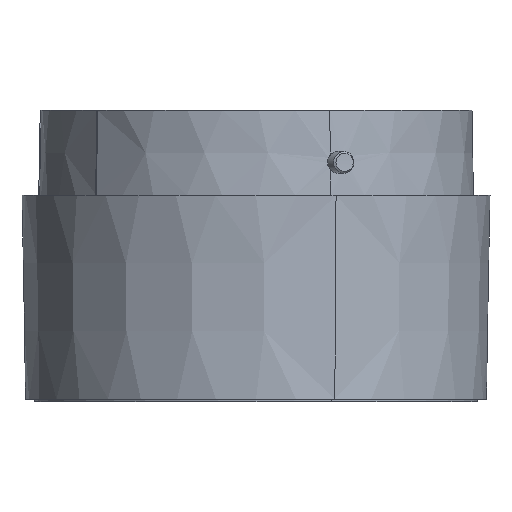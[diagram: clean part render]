
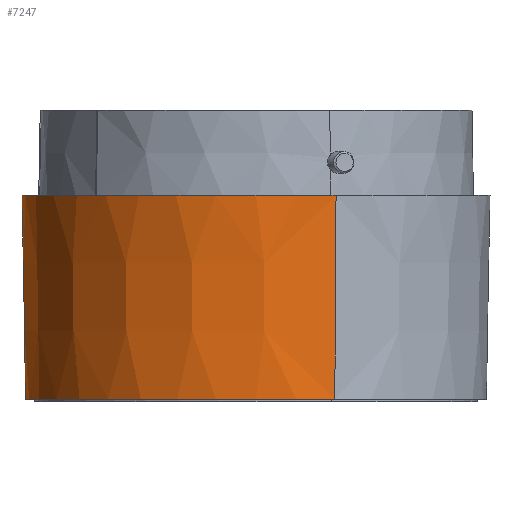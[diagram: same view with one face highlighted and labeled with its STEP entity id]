
A CAD part, left-side view. The second image highlights one B-rep face of the part: STEP entity #7247.
In plain terms, the highlighted conical face has half-angle 1 degrees and reference radius 42.5 mm.
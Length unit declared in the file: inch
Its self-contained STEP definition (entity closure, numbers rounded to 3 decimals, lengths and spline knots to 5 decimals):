
#55 = CIRCLE ( 'NONE', #5862, 1.67323 ) ;
#927 = DIRECTION ( 'NONE',  ( -0.016, -0.006, 1. ) ) ;
#1100 = EDGE_CURVE ( 'NONE', #2385, #4687, #2349, .T. ) ;
#1467 = AXIS2_PLACEMENT_3D ( 'NONE', #5667, #7051, #4905 ) ;
#1822 = EDGE_CURVE ( 'NONE', #2385, #5041, #8489, .T. ) ;
#2215 = VECTOR ( 'NONE', #3349, 39.37008 ) ;
#2349 = CIRCLE ( 'NONE', #6014, 1.6478 ) ;
#2376 = ORIENTED_EDGE ( 'NONE', *, *, #1100, .T. ) ;
#2385 = VERTEX_POINT ( 'NONE', #8461 ) ;
#2659 = FACE_OUTER_BOUND ( 'NONE', #7041, .T. ) ;
#2841 = CARTESIAN_POINT ( 'NONE',  ( 0., 0., -0.01969 ) ) ;
#3349 = DIRECTION ( 'NONE',  ( 0.016, 0.006, 1. ) ) ;
#3489 = CARTESIAN_POINT ( 'NONE',  ( -1.57232, -0.57228, 1.43701 ) ) ;
#3928 = DIRECTION ( 'NONE',  ( 0.94, 0.342, 0. ) ) ;
#4073 = CARTESIAN_POINT ( 'NONE',  ( 1.57232, 0.57228, 1.43701 ) ) ;
#4174 = ORIENTED_EDGE ( 'NONE', *, *, #5515, .T. ) ;
#4278 = DIRECTION ( 'NONE',  ( 0., 0., 1. ) ) ;
#4368 = CONICAL_SURFACE ( 'NONE', #1467, 1.67323, 0.017 ) ;
#4490 = ORIENTED_EDGE ( 'NONE', *, *, #4915, .T. ) ;
#4687 = VERTEX_POINT ( 'NONE', #6629 ) ;
#4905 = DIRECTION ( 'NONE',  ( 0.94, 0.342, 0. ) ) ;
#4908 = LINE ( 'NONE', #6349, #6786 ) ;
#4915 = EDGE_CURVE ( 'NONE', #4687, #8871, #4908, .T. ) ;
#5041 = VERTEX_POINT ( 'NONE', #4073 ) ;
#5515 = EDGE_CURVE ( 'NONE', #8871, #5041, #55, .T. ) ;
#5667 = CARTESIAN_POINT ( 'NONE',  ( 0., 0., 1.43701 ) ) ;
#5862 = AXIS2_PLACEMENT_3D ( 'NONE', #6039, #8309, #3928 ) ;
#6014 = AXIS2_PLACEMENT_3D ( 'NONE', #2841, #4278, #6436 ) ;
#6039 = CARTESIAN_POINT ( 'NONE',  ( 0., 0., 1.43701 ) ) ;
#6349 = CARTESIAN_POINT ( 'NONE',  ( -1.57232, -0.57228, 1.43701 ) ) ;
#6436 = DIRECTION ( 'NONE',  ( 0.94, 0.342, 0. ) ) ;
#6629 = CARTESIAN_POINT ( 'NONE',  ( -1.54843, -0.56358, -0.01969 ) ) ;
#6713 = ORIENTED_EDGE ( 'NONE', *, *, #1822, .F. ) ;
#6786 = VECTOR ( 'NONE', #927, 39.37008 ) ;
#7041 = EDGE_LOOP ( 'NONE', ( #2376, #4490, #4174, #6713 ) ) ;
#7051 = DIRECTION ( 'NONE',  ( 0., 0., 1. ) ) ;
#7247 = ADVANCED_FACE ( 'NONE', ( #2659 ), #4368, .T. ) ;
#8309 = DIRECTION ( 'NONE',  ( 0., 0., -1. ) ) ;
#8394 = CARTESIAN_POINT ( 'NONE',  ( 1.57232, 0.57228, 1.43701 ) ) ;
#8461 = CARTESIAN_POINT ( 'NONE',  ( 1.54843, 0.56358, -0.01969 ) ) ;
#8489 = LINE ( 'NONE', #8394, #2215 ) ;
#8871 = VERTEX_POINT ( 'NONE', #3489 ) ;
